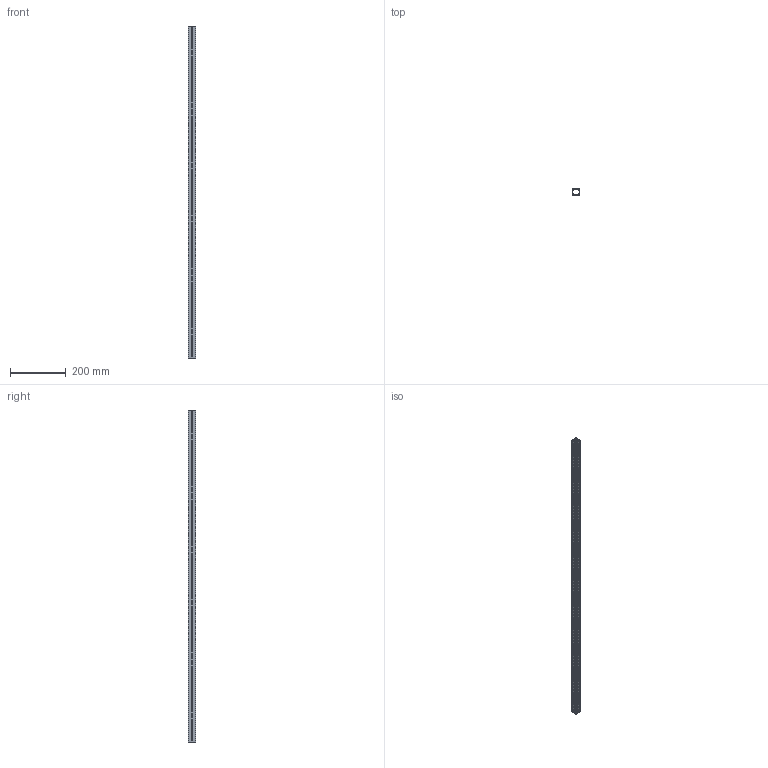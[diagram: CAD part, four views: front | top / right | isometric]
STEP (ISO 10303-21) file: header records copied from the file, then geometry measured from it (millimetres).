
FILE_DESCRIPTION (( 'STEP AP203' ), '1' );
FILE_NAME ('REV-21-2160.STEP', '2022-04-27T20:03:40', ( '' ), ( '' ), 'SwSTEP 2.0', 'SolidWorks 2022', '' );
FILE_SCHEMA (( 'CONFIG_CONTROL_DESIGN' ));
Length unit declared in the file: inch
Products named in the file (1): REV-21-2160
Bounding box: 25.4 x 25.4 x 1193.8 mm (x, y, z)
Volume: 160184.6 mm3; surface area: 303204.5 mm2
Topology: 1 solids, 1 shells, 1564 faces, 5058 edges, 3124 vertices
Faces by surface type: cylinder 782, plane 782
Entity records: 56581 total; most frequent: CARTESIAN_POINT 14211, ORIENTED_EDGE 10116, DIRECTION 8264, EDGE_CURVE 5058, AXIS2_PLACEMENT_3D 3129, VERTEX_POINT 3124, VECTOR 2006, LINE 2006
